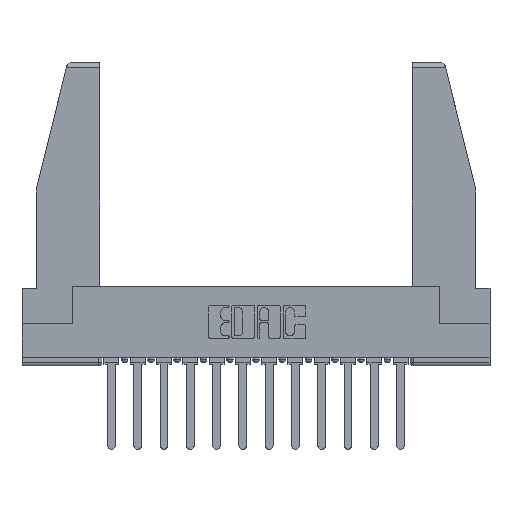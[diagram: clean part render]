
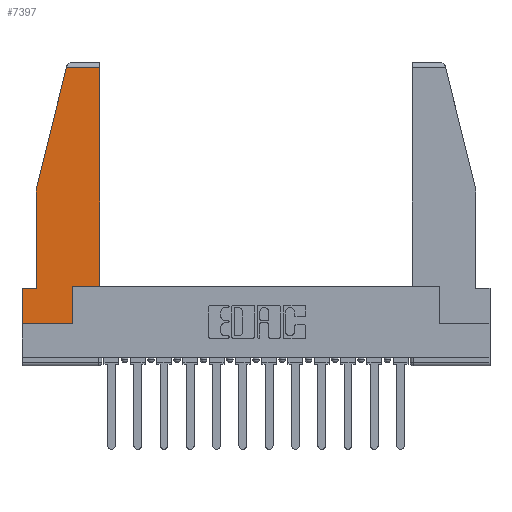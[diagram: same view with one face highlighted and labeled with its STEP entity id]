
A CAD part, top view. The second image highlights one B-rep face of the part: STEP entity #7397.
In plain terms, the highlighted planar face has unit normal (0, 0, 1).
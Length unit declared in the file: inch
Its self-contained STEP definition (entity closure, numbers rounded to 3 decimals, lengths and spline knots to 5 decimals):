
#9 = LINE ( 'NONE', #8453, #5583 ) ;
#105 = CARTESIAN_POINT ( 'NONE',  ( 0.461, 1.52, 0. ) ) ;
#107 = VERTEX_POINT ( 'NONE', #7374 ) ;
#359 = VECTOR ( 'NONE', #5828, 39.37008 ) ;
#367 = ORIENTED_EDGE ( 'NONE', *, *, #2764, .T. ) ;
#489 = DIRECTION ( 'NONE',  ( 0., -1., 0. ) ) ;
#676 = ORIENTED_EDGE ( 'NONE', *, *, #1053, .T. ) ;
#723 = CARTESIAN_POINT ( 'NONE',  ( 0., 0., 0. ) ) ;
#1026 = VERTEX_POINT ( 'NONE', #2790 ) ;
#1053 = EDGE_CURVE ( 'NONE', #1759, #16438, #15144, .T. ) ;
#1208 = VECTOR ( 'NONE', #12394, 39.37008 ) ;
#1356 = DIRECTION ( 'NONE',  ( -1., 0., 0. ) ) ;
#1361 = CARTESIAN_POINT ( 'NONE',  ( 0.297, 0., 0. ) ) ;
#1553 = VERTEX_POINT ( 'NONE', #8277 ) ;
#1604 = VECTOR ( 'NONE', #1356, 39.37008 ) ;
#1759 = VERTEX_POINT ( 'NONE', #6086 ) ;
#1803 = LINE ( 'NONE', #7430, #359 ) ;
#1826 = VERTEX_POINT ( 'NONE', #12826 ) ;
#2213 = EDGE_CURVE ( 'NONE', #10982, #107, #13450, .T. ) ;
#2586 = DIRECTION ( 'NONE',  ( -0.239, -0.971, 0. ) ) ;
#2764 = EDGE_CURVE ( 'NONE', #107, #1026, #4710, .T. ) ;
#2790 = CARTESIAN_POINT ( 'NONE',  ( 0.461, 0.223, 0. ) ) ;
#2948 = ORIENTED_EDGE ( 'NONE', *, *, #14583, .T. ) ;
#3115 = DIRECTION ( 'NONE',  ( 0., -1., 0. ) ) ;
#3144 = ORIENTED_EDGE ( 'NONE', *, *, #2213, .T. ) ;
#4193 = ORIENTED_EDGE ( 'NONE', *, *, #15875, .T. ) ;
#4520 = CARTESIAN_POINT ( 'NONE',  ( 0.086, 0.8, 0. ) ) ;
#4710 = LINE ( 'NONE', #8247, #1208 ) ;
#4812 = EDGE_CURVE ( 'NONE', #8891, #1826, #16320, .T. ) ;
#5426 = ORIENTED_EDGE ( 'NONE', *, *, #4812, .T. ) ;
#5583 = VECTOR ( 'NONE', #489, 39.37008 ) ;
#5657 = CARTESIAN_POINT ( 'NONE',  ( 0.297, 0., 0. ) ) ;
#5788 = EDGE_CURVE ( 'NONE', #1026, #8891, #14026, .T. ) ;
#5828 = DIRECTION ( 'NONE',  ( 1., 0., 0. ) ) ;
#6086 = CARTESIAN_POINT ( 'NONE',  ( 0.086, 0.21, 0. ) ) ;
#6129 = VECTOR ( 'NONE', #14670, 39.37008 ) ;
#6186 = LINE ( 'NONE', #14585, #14915 ) ;
#7133 = CARTESIAN_POINT ( 'NONE',  ( 0., 0.21, 0. ) ) ;
#7374 = CARTESIAN_POINT ( 'NONE',  ( 0.297, 0.223, 0. ) ) ;
#7397 = ADVANCED_FACE ( 'NONE', ( #12304 ), #15277, .T. ) ;
#7430 = CARTESIAN_POINT ( 'NONE',  ( 0., 0., 0. ) ) ;
#7844 = VECTOR ( 'NONE', #3115, 39.37008 ) ;
#7902 = ORIENTED_EDGE ( 'NONE', *, *, #5788, .T. ) ;
#7976 = CARTESIAN_POINT ( 'NONE',  ( 0., 1.52, 0. ) ) ;
#8247 = CARTESIAN_POINT ( 'NONE',  ( 0.297, 0.223, 0. ) ) ;
#8277 = CARTESIAN_POINT ( 'NONE',  ( 0., 0., 0. ) ) ;
#8453 = CARTESIAN_POINT ( 'NONE',  ( 0., 0.21, 0. ) ) ;
#8719 = VECTOR ( 'NONE', #16279, 39.37008 ) ;
#8781 = ORIENTED_EDGE ( 'NONE', *, *, #9771, .T. ) ;
#8891 = VERTEX_POINT ( 'NONE', #105 ) ;
#9610 = ORIENTED_EDGE ( 'NONE', *, *, #15560, .T. ) ;
#9771 = EDGE_CURVE ( 'NONE', #16438, #1553, #9, .T. ) ;
#9846 = DIRECTION ( 'NONE',  ( -1., 0., 0. ) ) ;
#9892 = CARTESIAN_POINT ( 'NONE',  ( 0.086, 0.8, 0. ) ) ;
#10029 = DIRECTION ( 'NONE',  ( 0., 0., 1. ) ) ;
#10982 = VERTEX_POINT ( 'NONE', #1361 ) ;
#11379 = LINE ( 'NONE', #9892, #7844 ) ;
#12304 = FACE_OUTER_BOUND ( 'NONE', #12992, .T. ) ;
#12394 = DIRECTION ( 'NONE',  ( 1., 0., 0. ) ) ;
#12648 = DIRECTION ( 'NONE',  ( 1., 0., 0. ) ) ;
#12826 = CARTESIAN_POINT ( 'NONE',  ( 0.2636, 1.52, 0. ) ) ;
#12992 = EDGE_LOOP ( 'NONE', ( #7902, #5426, #2948, #4193, #676, #8781, #9610, #3144, #367 ) ) ;
#13450 = LINE ( 'NONE', #5657, #8719 ) ;
#13466 = VECTOR ( 'NONE', #9846, 39.37008 ) ;
#14026 = LINE ( 'NONE', #16275, #6129 ) ;
#14583 = EDGE_CURVE ( 'NONE', #1826, #17010, #6186, .T. ) ;
#14585 = CARTESIAN_POINT ( 'NONE',  ( 0.271, 1.55, 0. ) ) ;
#14670 = DIRECTION ( 'NONE',  ( 0., 1., 0. ) ) ;
#14915 = VECTOR ( 'NONE', #2586, 39.37008 ) ;
#15144 = LINE ( 'NONE', #7133, #13466 ) ;
#15221 = AXIS2_PLACEMENT_3D ( 'NONE', #723, #10029, #12648 ) ;
#15277 = PLANE ( 'NONE',  #15221 ) ;
#15560 = EDGE_CURVE ( 'NONE', #1553, #10982, #1803, .T. ) ;
#15875 = EDGE_CURVE ( 'NONE', #17010, #1759, #11379, .T. ) ;
#16275 = CARTESIAN_POINT ( 'NONE',  ( 0.461, 0.223, 0. ) ) ;
#16279 = DIRECTION ( 'NONE',  ( 0., 1., 0. ) ) ;
#16320 = LINE ( 'NONE', #7976, #1604 ) ;
#16363 = CARTESIAN_POINT ( 'NONE',  ( 0., 0.21, 0. ) ) ;
#16438 = VERTEX_POINT ( 'NONE', #16363 ) ;
#17010 = VERTEX_POINT ( 'NONE', #4520 ) ;
